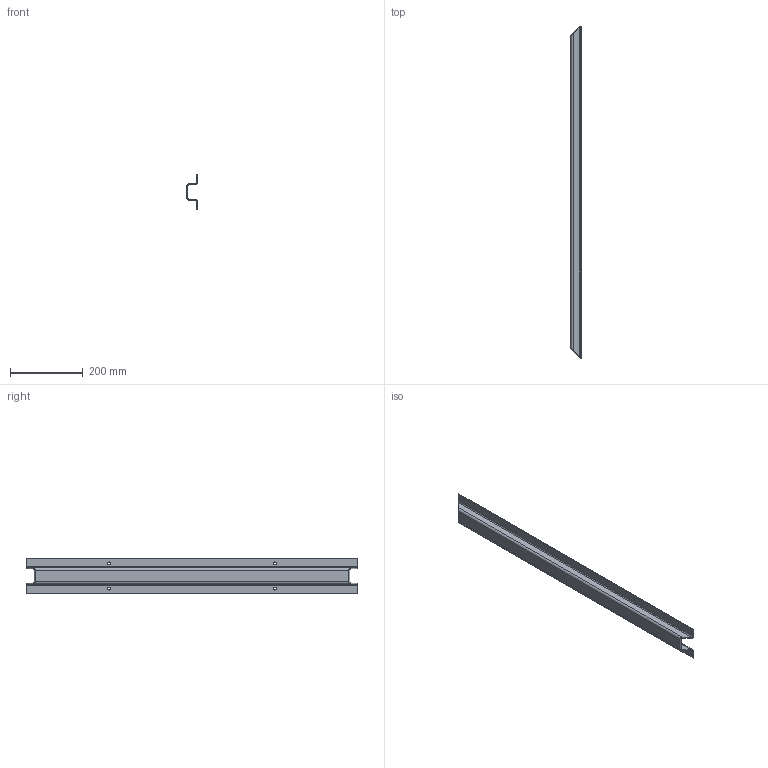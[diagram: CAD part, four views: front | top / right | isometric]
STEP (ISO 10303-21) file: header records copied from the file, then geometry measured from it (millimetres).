
FILE_DESCRIPTION(/* description */ (''),/* implementation_level */ '2;1');
FILE_NAME(/* name */ 'GE-18007-6.ipt.stp',/* time_stamp */ '2018-01-01T11:15:50-08:00',/* author */ ('PhillipD'),/* organization */ (''),/* preprocessor_version */ 'ST-DEVELOPER v16.13',/* originating_system */ 'Autodesk Inventor 2018',/* authorisation */ '');
FILE_SCHEMA (('AUTOMOTIVE_DESIGN { 1 0 10303 214 3 1 1 }'));
Length unit declared in the file: inch
Products named in the file (1): GE-18007-6
Bounding box: 27.99 x 914.4 x 95.25 mm (x, y, z)
Volume: 317849 mm3; surface area: 253478.5 mm2
Topology: 1 solids, 1 shells, 30 faces, 80 edges, 52 vertices
Faces by surface type: plane 18, cylinder 12
Full cylindrical faces by diameter (mm): 7.366 x4
Entity records: 984 total; most frequent: DIRECTION 166, CARTESIAN_POINT 159, ORIENTED_EDGE 152, EDGE_CURVE 76, AXIS2_PLACEMENT_3D 59, VERTEX_POINT 52, LINE 48, VECTOR 48
